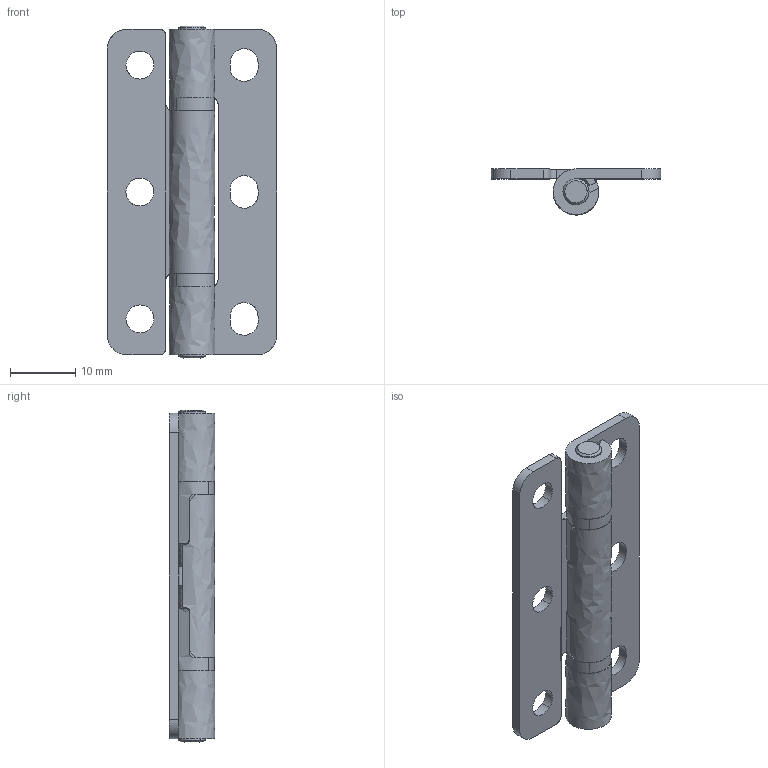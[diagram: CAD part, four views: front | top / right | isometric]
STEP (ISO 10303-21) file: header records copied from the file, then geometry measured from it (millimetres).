
FILE_DESCRIPTION((''),'2;1');
FILE_NAME('','2012-08-22T09:30:16',(''),(''),'','CADfix','');
FILE_SCHEMA(('AUTOMOTIVE_DESIGN { 1 0 10303 214 1 1 1 1 }'));
Length unit declared in the file: millimetre
Bounding box: 26 x 7 x 51 mm (x, y, z)
Volume: 3024.6 mm3; surface area: 5071.7 mm2
Topology: 6 solids, 6 shells, 124 faces, 462 edges, 352 vertices
Faces by surface type: bspline 124
Entity records: 6945 total; most frequent: CARTESIAN_POINT 4194, ORIENTED_EDGE 924, EDGE_CURVE 462, VERTEX_POINT 352, B_SPLINE_CURVE_WITH_KNOTS 292, QUASI_UNIFORM_CURVE 164, EDGE_LOOP 142, FACE_OUTER_BOUND 124
